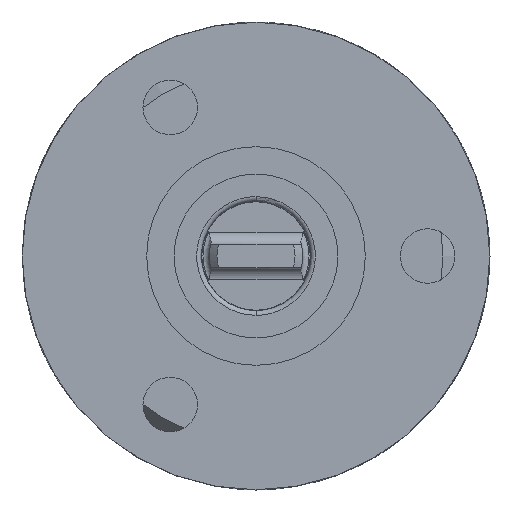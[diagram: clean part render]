
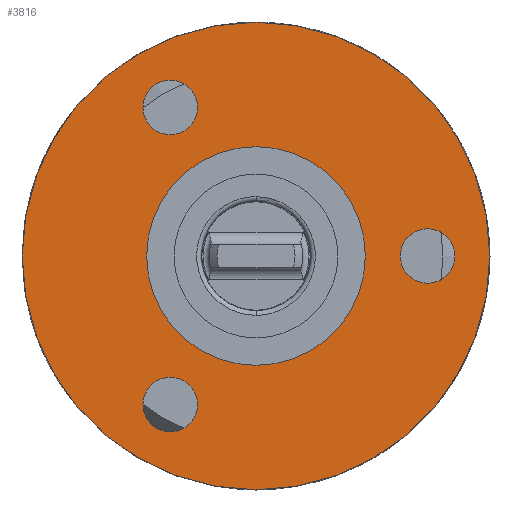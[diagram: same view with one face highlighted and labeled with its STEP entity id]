
A CAD part, left-side view. The second image highlights one B-rep face of the part: STEP entity #3816.
In plain terms, the highlighted planar face has unit normal (-1, 0, 0).
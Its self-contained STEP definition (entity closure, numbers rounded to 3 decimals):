
#50 = FACE_BOUND ( 'NONE', #950, .T. ) ;
#73 = AXIS2_PLACEMENT_3D ( 'NONE', #2192, #8172, #2285 ) ;
#77 = AXIS2_PLACEMENT_3D ( 'NONE', #2873, #7266, #819 ) ;
#78 = CARTESIAN_POINT ( 'NONE',  ( -44.5, 3.75, 9.526 ) ) ;
#101 = CARTESIAN_POINT ( 'NONE',  ( -44.5, 0., -14.987 ) ) ;
#126 = EDGE_LOOP ( 'NONE', ( #5067, #1859 ) ) ;
#385 = CIRCLE ( 'NONE', #3443, 1.75 ) ;
#446 = ORIENTED_EDGE ( 'NONE', *, *, #4073, .T. ) ;
#522 = CIRCLE ( 'NONE', #73, 14.987 ) ;
#617 = EDGE_CURVE ( 'NONE', #2719, #8938, #6523, .T. ) ;
#722 = DIRECTION ( 'NONE',  ( 0., 1., 0. ) ) ;
#788 = DIRECTION ( 'NONE',  ( 1., 0., 0. ) ) ;
#809 = CARTESIAN_POINT ( 'NONE',  ( -44.5, -9.25, 0. ) ) ;
#819 = DIRECTION ( 'NONE',  ( 0., -1., 0. ) ) ;
#830 = AXIS2_PLACEMENT_3D ( 'NONE', #1633, #788, #6033 ) ;
#847 = VERTEX_POINT ( 'NONE', #1538 ) ;
#950 = EDGE_LOOP ( 'NONE', ( #446, #4996 ) ) ;
#1123 = DIRECTION ( 'NONE',  ( 0., -1., 0. ) ) ;
#1160 = EDGE_LOOP ( 'NONE', ( #5049, #1653 ) ) ;
#1389 = VERTEX_POINT ( 'NONE', #6622 ) ;
#1468 = AXIS2_PLACEMENT_3D ( 'NONE', #101, #8119, #722 ) ;
#1524 = FACE_OUTER_BOUND ( 'NONE', #126, .T. ) ;
#1538 = CARTESIAN_POINT ( 'NONE',  ( -44.5, 14.987, 0. ) ) ;
#1633 = CARTESIAN_POINT ( 'NONE',  ( -44.5, 5.5, -9.526 ) ) ;
#1653 = ORIENTED_EDGE ( 'NONE', *, *, #7253, .T. ) ;
#1760 = EDGE_CURVE ( 'NONE', #5652, #7567, #9429, .T. ) ;
#1799 = VERTEX_POINT ( 'NONE', #3031 ) ;
#1859 = ORIENTED_EDGE ( 'NONE', *, *, #2222, .F. ) ;
#1922 = CIRCLE ( 'NONE', #2861, 7.008 ) ;
#2056 = DIRECTION ( 'NONE',  ( 1., 0., 0. ) ) ;
#2133 = VERTEX_POINT ( 'NONE', #8859 ) ;
#2192 = CARTESIAN_POINT ( 'NONE',  ( -44.5, 0., 0. ) ) ;
#2222 = EDGE_CURVE ( 'NONE', #1389, #847, #522, .T. ) ;
#2285 = DIRECTION ( 'NONE',  ( 0., 1., 0. ) ) ;
#2370 = ORIENTED_EDGE ( 'NONE', *, *, #1760, .T. ) ;
#2418 = VERTEX_POINT ( 'NONE', #809 ) ;
#2719 = VERTEX_POINT ( 'NONE', #3890 ) ;
#2861 = AXIS2_PLACEMENT_3D ( 'NONE', #7694, #3173, #6126 ) ;
#2873 = CARTESIAN_POINT ( 'NONE',  ( -44.5, 5.5, 9.526 ) ) ;
#2877 = CARTESIAN_POINT ( 'NONE',  ( -44.5, -11., 0. ) ) ;
#2878 = CIRCLE ( 'NONE', #5816, 7.008 ) ;
#2918 = CIRCLE ( 'NONE', #6918, 1.75 ) ;
#2922 = DIRECTION ( 'NONE',  ( 0., -1., 0. ) ) ;
#2949 = EDGE_CURVE ( 'NONE', #1799, #2418, #385, .T. ) ;
#3031 = CARTESIAN_POINT ( 'NONE',  ( -44.5, -12.75, 0. ) ) ;
#3096 = CARTESIAN_POINT ( 'NONE',  ( -44.5, 3.75, -9.526 ) ) ;
#3173 = DIRECTION ( 'NONE',  ( -1., 0., 0. ) ) ;
#3443 = AXIS2_PLACEMENT_3D ( 'NONE', #2877, #5832, #2922 ) ;
#3492 = CARTESIAN_POINT ( 'NONE',  ( -44.5, 5.5, 9.526 ) ) ;
#3624 = AXIS2_PLACEMENT_3D ( 'NONE', #3492, #6439, #9366 ) ;
#3673 = ORIENTED_EDGE ( 'NONE', *, *, #9201, .T. ) ;
#3816 = ADVANCED_FACE ( 'NONE', ( #6016, #8853, #1524, #6728, #50 ), #5968, .F. ) ;
#3890 = CARTESIAN_POINT ( 'NONE',  ( -44.5, 7.25, 9.526 ) ) ;
#3897 = EDGE_CURVE ( 'NONE', #847, #1389, #6854, .T. ) ;
#3917 = DIRECTION ( 'NONE',  ( 1., 0., 0. ) ) ;
#4073 = EDGE_CURVE ( 'NONE', #8938, #2719, #7164, .T. ) ;
#4138 = CARTESIAN_POINT ( 'NONE',  ( -44.5, 5.5, -9.526 ) ) ;
#4171 = CARTESIAN_POINT ( 'NONE',  ( -44.5, 7.008, 0. ) ) ;
#4185 = DIRECTION ( 'NONE',  ( 0., -1., 0. ) ) ;
#4575 = EDGE_CURVE ( 'NONE', #2133, #8614, #1922, .T. ) ;
#4747 = DIRECTION ( 'NONE',  ( 0., 1., 0. ) ) ;
#4839 = CARTESIAN_POINT ( 'NONE',  ( -44.5, -11., 0. ) ) ;
#4996 = ORIENTED_EDGE ( 'NONE', *, *, #617, .T. ) ;
#5049 = ORIENTED_EDGE ( 'NONE', *, *, #2949, .T. ) ;
#5067 = ORIENTED_EDGE ( 'NONE', *, *, #3897, .F. ) ;
#5152 = EDGE_LOOP ( 'NONE', ( #3673, #2370 ) ) ;
#5156 = CARTESIAN_POINT ( 'NONE',  ( -44.5, 0., 0. ) ) ;
#5333 = CARTESIAN_POINT ( 'NONE',  ( -44.5, 0., 0. ) ) ;
#5506 = DIRECTION ( 'NONE',  ( 1., 0., 0. ) ) ;
#5652 = VERTEX_POINT ( 'NONE', #7033 ) ;
#5816 = AXIS2_PLACEMENT_3D ( 'NONE', #5156, #7512, #6788 ) ;
#5832 = DIRECTION ( 'NONE',  ( 1., 0., 0. ) ) ;
#5954 = EDGE_CURVE ( 'NONE', #8614, #2133, #2878, .T. ) ;
#5968 = PLANE ( 'NONE',  #1468 ) ;
#6016 = FACE_BOUND ( 'NONE', #5152, .T. ) ;
#6033 = DIRECTION ( 'NONE',  ( 0., -1., 0. ) ) ;
#6085 = ORIENTED_EDGE ( 'NONE', *, *, #5954, .F. ) ;
#6126 = DIRECTION ( 'NONE',  ( 0., 1., 0. ) ) ;
#6393 = EDGE_LOOP ( 'NONE', ( #6085, #7331 ) ) ;
#6439 = DIRECTION ( 'NONE',  ( 1., 0., 0. ) ) ;
#6523 = CIRCLE ( 'NONE', #77, 1.75 ) ;
#6622 = CARTESIAN_POINT ( 'NONE',  ( -44.5, -14.987, 0. ) ) ;
#6728 = FACE_BOUND ( 'NONE', #6393, .T. ) ;
#6788 = DIRECTION ( 'NONE',  ( 0., 1., 0. ) ) ;
#6854 = CIRCLE ( 'NONE', #9466, 14.987 ) ;
#6918 = AXIS2_PLACEMENT_3D ( 'NONE', #4839, #5506, #1123 ) ;
#6936 = CIRCLE ( 'NONE', #9410, 1.75 ) ;
#7033 = CARTESIAN_POINT ( 'NONE',  ( -44.5, 7.25, -9.526 ) ) ;
#7164 = CIRCLE ( 'NONE', #3624, 1.75 ) ;
#7253 = EDGE_CURVE ( 'NONE', #2418, #1799, #2918, .T. ) ;
#7266 = DIRECTION ( 'NONE',  ( 1., 0., 0. ) ) ;
#7331 = ORIENTED_EDGE ( 'NONE', *, *, #4575, .F. ) ;
#7512 = DIRECTION ( 'NONE',  ( -1., 0., 0. ) ) ;
#7567 = VERTEX_POINT ( 'NONE', #3096 ) ;
#7694 = CARTESIAN_POINT ( 'NONE',  ( -44.5, 0., 0. ) ) ;
#8119 = DIRECTION ( 'NONE',  ( 1., 0., 0. ) ) ;
#8172 = DIRECTION ( 'NONE',  ( 1., 0., 0. ) ) ;
#8614 = VERTEX_POINT ( 'NONE', #4171 ) ;
#8853 = FACE_BOUND ( 'NONE', #1160, .T. ) ;
#8859 = CARTESIAN_POINT ( 'NONE',  ( -44.5, -7.008, 0. ) ) ;
#8938 = VERTEX_POINT ( 'NONE', #78 ) ;
#9201 = EDGE_CURVE ( 'NONE', #7567, #5652, #6936, .T. ) ;
#9366 = DIRECTION ( 'NONE',  ( 0., -1., 0. ) ) ;
#9410 = AXIS2_PLACEMENT_3D ( 'NONE', #4138, #2056, #4185 ) ;
#9429 = CIRCLE ( 'NONE', #830, 1.75 ) ;
#9466 = AXIS2_PLACEMENT_3D ( 'NONE', #5333, #3917, #4747 ) ;
